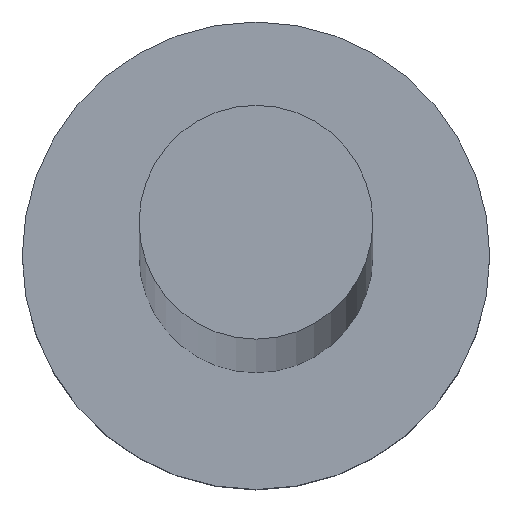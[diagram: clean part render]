
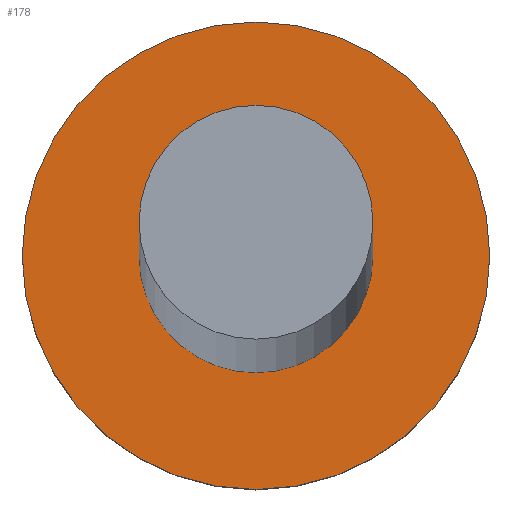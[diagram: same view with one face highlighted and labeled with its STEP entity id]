
A CAD part, top view. The second image highlights one B-rep face of the part: STEP entity #178.
In plain terms, the highlighted planar face has unit normal (0, 0, 1).
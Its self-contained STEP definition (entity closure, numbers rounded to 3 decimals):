
#10 = FACE_BOUND ( 'NONE', #152, .T. ) ;
#15 = EDGE_CURVE ( 'NONE', #177, #210, #225, .T. ) ;
#17 = EDGE_CURVE ( 'NONE', #154, #82, #239, .T. ) ;
#19 = AXIS2_PLACEMENT_3D ( 'NONE', #119, #241, #133 ) ;
#20 = CARTESIAN_POINT ( 'NONE',  ( 1.5, 0., 1.5 ) ) ;
#30 = CARTESIAN_POINT ( 'NONE',  ( 0.75, 0., 1.5 ) ) ;
#39 = CARTESIAN_POINT ( 'NONE',  ( 0., 0., 1.5 ) ) ;
#44 = ORIENTED_EDGE ( 'NONE', *, *, #104, .T. ) ;
#47 = ORIENTED_EDGE ( 'NONE', *, *, #141, .F. ) ;
#53 = FACE_OUTER_BOUND ( 'NONE', #229, .T. ) ;
#59 = DIRECTION ( 'NONE',  ( 1., 0., 0. ) ) ;
#66 = CIRCLE ( 'NONE', #120, 1.5 ) ;
#71 = DIRECTION ( 'NONE',  ( 1., 0., 0. ) ) ;
#80 = CARTESIAN_POINT ( 'NONE',  ( 0., 0., 1.5 ) ) ;
#82 = VERTEX_POINT ( 'NONE', #20 ) ;
#95 = PLANE ( 'NONE',  #173 ) ;
#104 = EDGE_CURVE ( 'NONE', #82, #154, #66, .T. ) ;
#105 = CARTESIAN_POINT ( 'NONE',  ( -0.75, 0., 1.5 ) ) ;
#119 = CARTESIAN_POINT ( 'NONE',  ( 0., 0., 1.5 ) ) ;
#120 = AXIS2_PLACEMENT_3D ( 'NONE', #138, #255, #197 ) ;
#123 = DIRECTION ( 'NONE',  ( 0., 0., 1. ) ) ;
#133 = DIRECTION ( 'NONE',  ( 1., 0., 0. ) ) ;
#138 = CARTESIAN_POINT ( 'NONE',  ( 0., 0., 1.5 ) ) ;
#141 = EDGE_CURVE ( 'NONE', #210, #177, #164, .T. ) ;
#144 = AXIS2_PLACEMENT_3D ( 'NONE', #184, #217, #71 ) ;
#151 = DIRECTION ( 'NONE',  ( 1., 0., 0. ) ) ;
#152 = EDGE_LOOP ( 'NONE', ( #47, #174 ) ) ;
#154 = VERTEX_POINT ( 'NONE', #199 ) ;
#164 = CIRCLE ( 'NONE', #19, 0.75 ) ;
#173 = AXIS2_PLACEMENT_3D ( 'NONE', #80, #123, #151 ) ;
#174 = ORIENTED_EDGE ( 'NONE', *, *, #15, .F. ) ;
#177 = VERTEX_POINT ( 'NONE', #30 ) ;
#178 = ADVANCED_FACE ( 'NONE', ( #10, #53 ), #95, .T. ) ;
#182 = DIRECTION ( 'NONE',  ( 0., 0., 1. ) ) ;
#184 = CARTESIAN_POINT ( 'NONE',  ( 0., 0., 1.5 ) ) ;
#193 = ORIENTED_EDGE ( 'NONE', *, *, #17, .T. ) ;
#197 = DIRECTION ( 'NONE',  ( 1., 0., 0. ) ) ;
#199 = CARTESIAN_POINT ( 'NONE',  ( -1.5, 0., 1.5 ) ) ;
#204 = AXIS2_PLACEMENT_3D ( 'NONE', #39, #182, #59 ) ;
#210 = VERTEX_POINT ( 'NONE', #105 ) ;
#217 = DIRECTION ( 'NONE',  ( 0., 0., 1. ) ) ;
#225 = CIRCLE ( 'NONE', #204, 0.75 ) ;
#229 = EDGE_LOOP ( 'NONE', ( #193, #44 ) ) ;
#239 = CIRCLE ( 'NONE', #144, 1.5 ) ;
#241 = DIRECTION ( 'NONE',  ( 0., 0., 1. ) ) ;
#255 = DIRECTION ( 'NONE',  ( 0., 0., 1. ) ) ;
